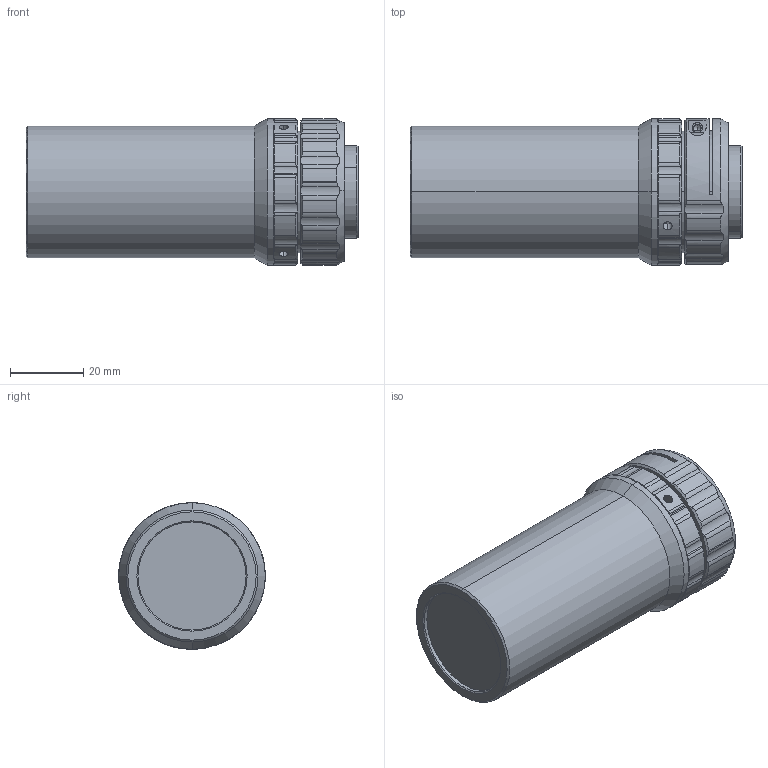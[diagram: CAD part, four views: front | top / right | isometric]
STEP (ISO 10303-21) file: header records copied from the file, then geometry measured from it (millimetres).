
FILE_DESCRIPTION (( 'STEP AP203' ), '1' );
FILE_NAME ('WWT118-095-78.STEP', '2022-06-01T08:16:07', ( '' ), ( '' ), 'SwSTEP 2.0', 'SolidWorks 2017', '' );
FILE_SCHEMA (( 'CONFIG_CONTROL_DESIGN' ));
Length unit declared in the file: millimetre
Products named in the file (1): WWT118-095-78
Bounding box: 90.6 x 40 x 40 mm (x, y, z)
Volume: 92373.7 mm3; surface area: 14367 mm2
Topology: 1 solids, 2 shells, 200 faces, 511 edges, 320 vertices
Faces by surface type: cylinder 104, cone 53, plane 43
Entity records: 6844 total; most frequent: CARTESIAN_POINT 1998, ORIENTED_EDGE 1018, DIRECTION 1007, EDGE_CURVE 509, AXIS2_PLACEMENT_3D 429, VERTEX_POINT 320, CIRCLE 228, EDGE_LOOP 211
